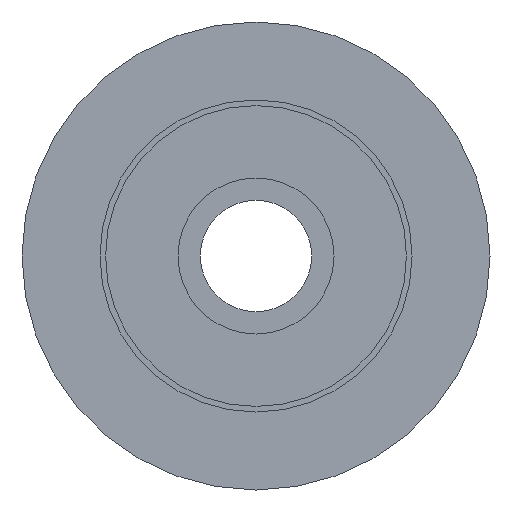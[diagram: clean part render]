
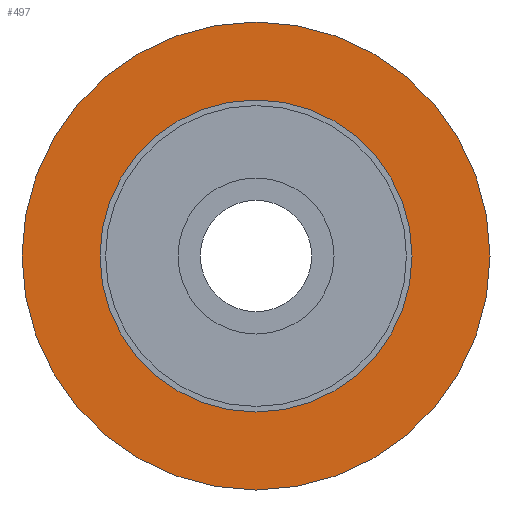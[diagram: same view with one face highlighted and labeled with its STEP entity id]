
A CAD part, left-side view. The second image highlights one B-rep face of the part: STEP entity #497.
In plain terms, the highlighted planar face has unit normal (-1, 0, 0).
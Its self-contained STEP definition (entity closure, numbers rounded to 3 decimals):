
#149=CARTESIAN_POINT('',(-5.6,0.,0.));
#150=DIRECTION('',(1.,0.,0.));
#151=DIRECTION('',(0.,1.,0.));
#152=AXIS2_PLACEMENT_3D('',#149,#150,#151);
#154=CARTESIAN_POINT('',(-5.6,0.,0.));
#155=DIRECTION('',(-1.,0.,0.));
#156=DIRECTION('',(0.,1.,0.));
#157=AXIS2_PLACEMENT_3D('',#154,#155,#156);
#159=CARTESIAN_POINT('',(-5.6,0.,0.));
#160=DIRECTION('',(-1.,0.,0.));
#161=DIRECTION('',(0.,1.,0.));
#162=AXIS2_PLACEMENT_3D('',#159,#160,#161);
#164=CARTESIAN_POINT('',(-5.6,0.,0.));
#165=DIRECTION('',(-1.,0.,0.));
#166=DIRECTION('',(0.,-1.,0.));
#167=AXIS2_PLACEMENT_3D('',#164,#165,#166);
#216=CARTESIAN_POINT('',(-5.6,10.5,0.));
#217=CARTESIAN_POINT('',(-5.6,-10.5,0.));
#218=VERTEX_POINT('',#216);
#219=VERTEX_POINT('',#217);
#232=CARTESIAN_POINT('',(-5.6,7.,0.));
#233=CARTESIAN_POINT('',(-5.6,-7.,0.));
#234=VERTEX_POINT('',#232);
#235=VERTEX_POINT('',#233);
#481=CARTESIAN_POINT('',(-5.6,0.,0.));
#482=DIRECTION('',(-1.,0.,0.));
#483=DIRECTION('',(0.,1.,0.));
#484=AXIS2_PLACEMENT_3D('',#481,#482,#483);
#485=PLANE('',#484);
#487=ORIENTED_EDGE('',*,*,#486,.T.);
#489=ORIENTED_EDGE('',*,*,#488,.F.);
#490=EDGE_LOOP('',(#487,#489));
#491=FACE_OUTER_BOUND('',#490,.F.);
#492=ORIENTED_EDGE('',*,*,#471,.T.);
#494=ORIENTED_EDGE('',*,*,#493,.T.);
#495=EDGE_LOOP('',(#492,#494));
#496=FACE_BOUND('',#495,.F.);
#497=ADVANCED_FACE('',(#491,#496),#485,.T.);
#153=CIRCLE('',#152,10.5);
#158=CIRCLE('',#157,10.5);
#163=CIRCLE('',#162,7.);
#168=CIRCLE('',#167,7.);
#471=EDGE_CURVE('',#234,#235,#163,.T.);
#486=EDGE_CURVE('',#218,#219,#153,.T.);
#488=EDGE_CURVE('',#218,#219,#158,.T.);
#493=EDGE_CURVE('',#235,#234,#168,.T.);
